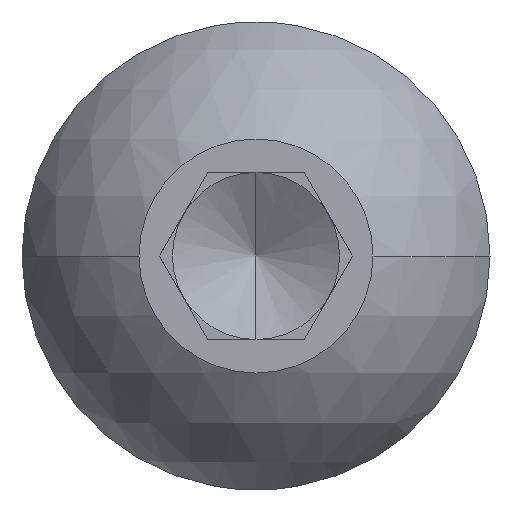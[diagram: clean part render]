
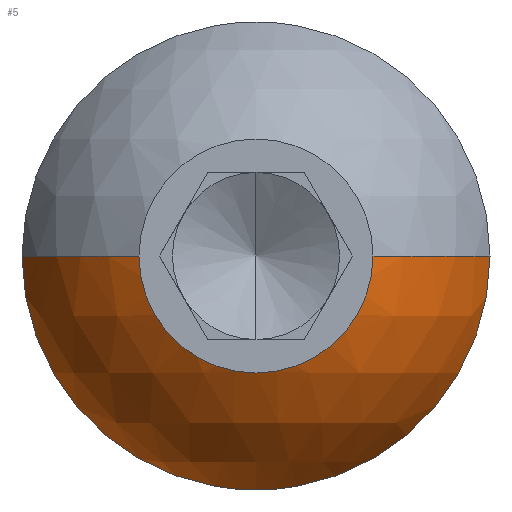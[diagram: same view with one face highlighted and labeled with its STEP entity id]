
A CAD part, left-side view. The second image highlights one B-rep face of the part: STEP entity #5.
In plain terms, the highlighted spherical face has radius 7.454 mm.
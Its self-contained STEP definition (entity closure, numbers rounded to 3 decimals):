
#5 = ADVANCED_FACE ( 'NONE', ( #671 ), #537, .T. ) ;
#6 = AXIS2_PLACEMENT_3D ( 'NONE', #476, #467, #775 ) ;
#10 = VERTEX_POINT ( 'NONE', #702 ) ;
#21 = ORIENTED_EDGE ( 'NONE', *, *, #581, .F. ) ;
#30 = AXIS2_PLACEMENT_3D ( 'NONE', #455, #396, #709 ) ;
#128 = CARTESIAN_POINT ( 'NONE',  ( 4.02, 0., -7. ) ) ;
#131 = AXIS2_PLACEMENT_3D ( 'NONE', #203, #736, #263 ) ;
#143 = CARTESIAN_POINT ( 'NONE',  ( 4.02, -7., 0. ) ) ;
#157 = AXIS2_PLACEMENT_3D ( 'NONE', #533, #181, #344 ) ;
#181 = DIRECTION ( 'NONE',  ( 0., 0., 1. ) ) ;
#187 = VERTEX_POINT ( 'NONE', #627 ) ;
#190 = EDGE_CURVE ( 'NONE', #747, #187, #217, .T. ) ;
#197 = VERTEX_POINT ( 'NONE', #549 ) ;
#203 = CARTESIAN_POINT ( 'NONE',  ( 6.581, 0., 0. ) ) ;
#217 = CIRCLE ( 'NONE', #131, 7.454 ) ;
#243 = ORIENTED_EDGE ( 'NONE', *, *, #568, .F. ) ;
#250 = CIRCLE ( 'NONE', #157, 7.454 ) ;
#261 = CARTESIAN_POINT ( 'NONE',  ( 4.02, 0., 0. ) ) ;
#263 = DIRECTION ( 'NONE',  ( 0., 1., 0. ) ) ;
#295 = CARTESIAN_POINT ( 'NONE',  ( 4.02, 0., 0. ) ) ;
#325 = CIRCLE ( 'NONE', #757, 7. ) ;
#344 = DIRECTION ( 'NONE',  ( 1., 0., 0. ) ) ;
#355 = ORIENTED_EDGE ( 'NONE', *, *, #698, .T. ) ;
#396 = DIRECTION ( 'NONE',  ( 0., 0., -1. ) ) ;
#418 = DIRECTION ( 'NONE',  ( 0., 0., 1. ) ) ;
#455 = CARTESIAN_POINT ( 'NONE',  ( 6.581, 0., 0. ) ) ;
#467 = DIRECTION ( 'NONE',  ( -1., 0., 0. ) ) ;
#476 = CARTESIAN_POINT ( 'NONE',  ( 0., 0., 0. ) ) ;
#484 = DIRECTION ( 'NONE',  ( -1., 0., 0. ) ) ;
#508 = CIRCLE ( 'NONE', #708, 7. ) ;
#533 = CARTESIAN_POINT ( 'NONE',  ( 6.581, 0., 0. ) ) ;
#537 = SPHERICAL_SURFACE ( 'NONE', #30, 7.454 ) ;
#549 = CARTESIAN_POINT ( 'NONE',  ( 0., 3.5, 0. ) ) ;
#568 = EDGE_CURVE ( 'NONE', #197, #187, #666, .T. ) ;
#581 = EDGE_CURVE ( 'NONE', #10, #197, #250, .T. ) ;
#591 = DIRECTION ( 'NONE',  ( 0., 0., 1. ) ) ;
#593 = EDGE_CURVE ( 'NONE', #10, #594, #325, .T. ) ;
#594 = VERTEX_POINT ( 'NONE', #128 ) ;
#620 = ORIENTED_EDGE ( 'NONE', *, *, #593, .T. ) ;
#627 = CARTESIAN_POINT ( 'NONE',  ( 0., -3.5, 0. ) ) ;
#638 = EDGE_LOOP ( 'NONE', ( #620, #355, #774, #243, #21 ) ) ;
#666 = CIRCLE ( 'NONE', #6, 3.5 ) ;
#671 = FACE_OUTER_BOUND ( 'NONE', #638, .T. ) ;
#698 = EDGE_CURVE ( 'NONE', #594, #747, #508, .T. ) ;
#702 = CARTESIAN_POINT ( 'NONE',  ( 4.02, 7., 0. ) ) ;
#708 = AXIS2_PLACEMENT_3D ( 'NONE', #261, #484, #418 ) ;
#709 = DIRECTION ( 'NONE',  ( 0., 1., 0. ) ) ;
#716 = DIRECTION ( 'NONE',  ( -1., 0., 0. ) ) ;
#736 = DIRECTION ( 'NONE',  ( 0., 0., -1. ) ) ;
#747 = VERTEX_POINT ( 'NONE', #143 ) ;
#757 = AXIS2_PLACEMENT_3D ( 'NONE', #295, #716, #591 ) ;
#774 = ORIENTED_EDGE ( 'NONE', *, *, #190, .T. ) ;
#775 = DIRECTION ( 'NONE',  ( 0., 0., 1. ) ) ;
